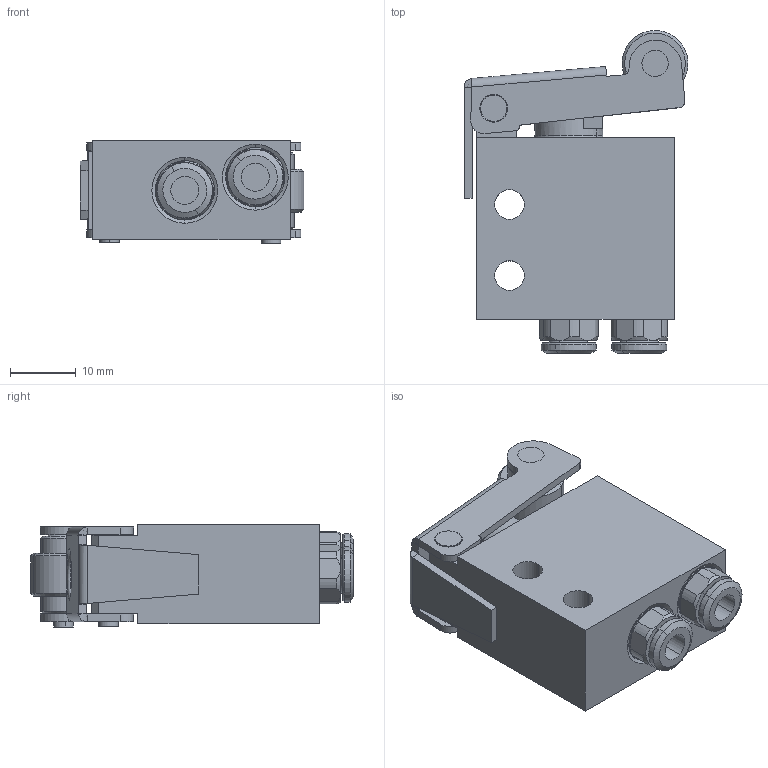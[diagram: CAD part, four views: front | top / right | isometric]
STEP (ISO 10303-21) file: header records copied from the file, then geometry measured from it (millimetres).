
FILE_DESCRIPTION (( 'STEP AP214' ), '1' );
FILE_NAME ('08_111_4.STEP', '2016-07-27T10:07:52', ( '' ), ( '' ), 'SwSTEP 2.0', 'SolidWorks 2016', '' );
FILE_SCHEMA (( 'AUTOMOTIVE_DESIGN' ));
Length unit declared in the file: millimetre
Products named in the file (1): 08_111_4
Bounding box: 33.98 x 49 x 15.5 mm (x, y, z)
Volume: 15737 mm3; surface area: 8269.2 mm2
Topology: 7 solids, 7 shells, 310 faces, 739 edges, 457 vertices
Faces by surface type: plane 109, cylinder 87, cone 68, torus 30, bspline 12, sphere 4
Entity records: 9873 total; most frequent: CARTESIAN_POINT 2141, DIRECTION 1620, ORIENTED_EDGE 1460, EDGE_CURVE 730, AXIS2_PLACEMENT_3D 649, VERTEX_POINT 454, CIRCLE 350, EDGE_LOOP 338
